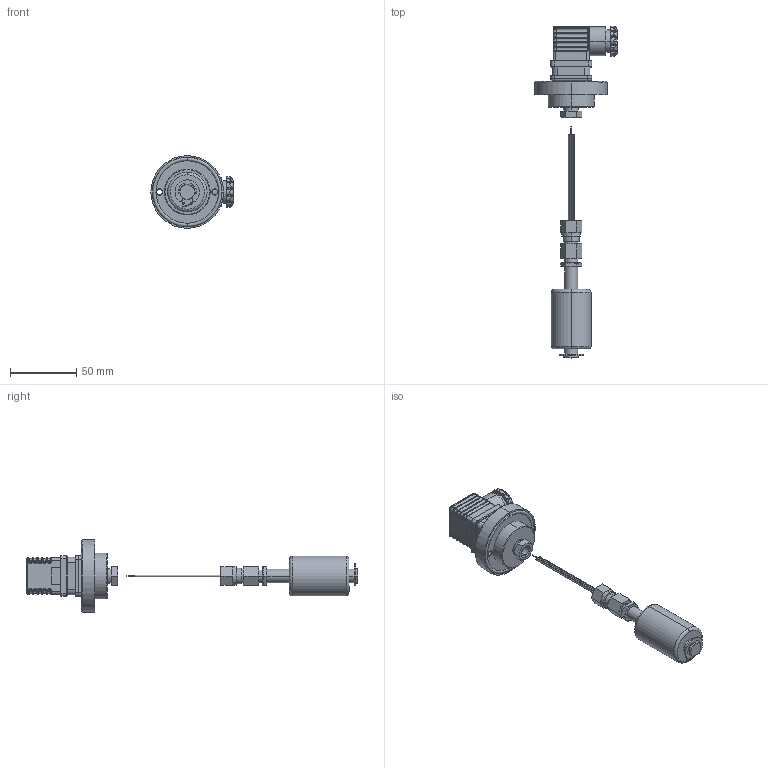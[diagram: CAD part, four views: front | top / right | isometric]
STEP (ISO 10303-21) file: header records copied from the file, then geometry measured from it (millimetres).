
FILE_DESCRIPTION (( 'STEP AP214' ), '1' );
FILE_NAME ('PK.STEP', '2020-02-12T15:56:45', ( '' ), ( '' ), 'SwSTEP 2.0', 'SolidWorks 2019', '' );
FILE_SCHEMA (( 'AUTOMOTIVE_DESIGN' ));
Length unit declared in the file: millimetre
Products named in the file (1): PK
Bounding box: 62.25 x 251.45 x 55 mm (x, y, z)
Surface area: 32664.5 mm2 (no closed solid volume)
Topology: 0 solids, 21 shells, 548 faces, 1496 edges, 936 vertices
Faces by surface type: cylinder 229, plane 145, cone 56, torus 54, bspline 54, sphere 10
Entity records: 26150 total; most frequent: CARTESIAN_POINT 6873, DIRECTION 2782, ORIENTED_EDGE 2642, EDGE_CURVE 1494, AXIS2_PLACEMENT_3D 1121, VERTEX_POINT 936, CIRCLE 626, EDGE_LOOP 593
